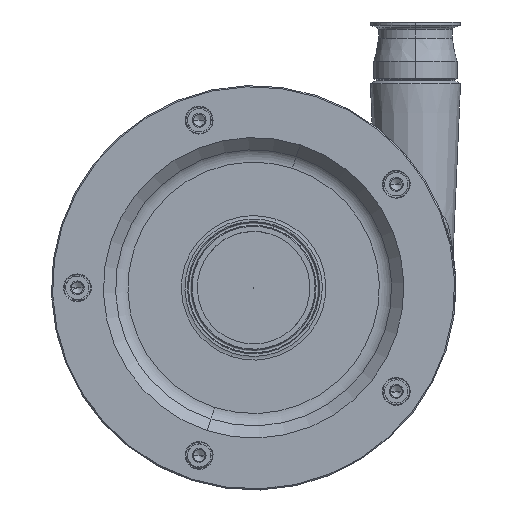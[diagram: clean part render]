
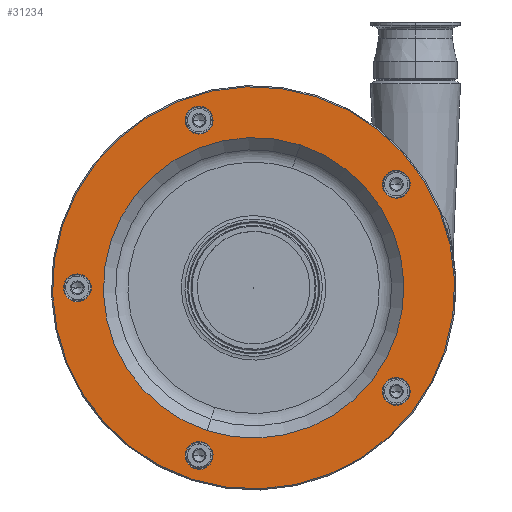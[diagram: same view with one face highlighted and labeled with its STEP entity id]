
A CAD part, top view. The second image highlights one B-rep face of the part: STEP entity #31234.
In plain terms, the highlighted planar face has unit normal (0, 0, 1).
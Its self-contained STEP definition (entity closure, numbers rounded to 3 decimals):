
#837 = DIRECTION ( 'NONE',  ( -0.309, -0.951, 0. ) ) ;
#1113 = DIRECTION ( 'NONE',  ( -0.809, -0.588, 0. ) ) ;
#1574 = ORIENTED_EDGE ( 'NONE', *, *, #6741, .F. ) ;
#1657 = CARTESIAN_POINT ( 'NONE',  ( 123.375, -89.637, 311.5 ) ) ;
#1776 = AXIS2_PLACEMENT_3D ( 'NONE', #32595, #17652, #25134 ) ;
#1805 = CIRCLE ( 'NONE', #15188, 12. ) ;
#1997 = EDGE_CURVE ( 'NONE', #14006, #33716, #27230, .T. ) ;
#2316 = AXIS2_PLACEMENT_3D ( 'NONE', #21200, #8301, #29198 ) ;
#2800 = VERTEX_POINT ( 'NONE', #25778 ) ;
#3294 = CARTESIAN_POINT ( 'NONE',  ( 0., 0., 311.5 ) ) ;
#3299 = DIRECTION ( 'NONE',  ( 0., 0., -1. ) ) ;
#3449 = ORIENTED_EDGE ( 'NONE', *, *, #27143, .F. ) ;
#3467 = CARTESIAN_POINT ( 'NONE',  ( -50.833, -156.449, 311.5 ) ) ;
#3532 = DIRECTION ( 'NONE',  ( 0., 0., 1. ) ) ;
#3683 = CIRCLE ( 'NONE', #29787, 12. ) ;
#3717 = CIRCLE ( 'NONE', #30387, 174. ) ;
#3855 = DIRECTION ( 'NONE',  ( 0., 0., 1. ) ) ;
#3976 = CARTESIAN_POINT ( 'NONE',  ( -152.5, 0., 311.5 ) ) ;
#4430 = AXIS2_PLACEMENT_3D ( 'NONE', #19066, #11055, #1113 ) ;
#4699 = CIRCLE ( 'NONE', #20822, 12. ) ;
#4906 = CIRCLE ( 'NONE', #22153, 12. ) ;
#4981 = FACE_BOUND ( 'NONE', #25998, .T. ) ;
#5022 = ORIENTED_EDGE ( 'NONE', *, *, #21456, .F. ) ;
#5315 = FACE_BOUND ( 'NONE', #15724, .T. ) ;
#5578 = ORIENTED_EDGE ( 'NONE', *, *, #9755, .F. ) ;
#5841 = CARTESIAN_POINT ( 'NONE',  ( 53.769, 165.484, 311.5 ) ) ;
#6031 = DIRECTION ( 'NONE',  ( 0., 0., 1. ) ) ;
#6502 = EDGE_CURVE ( 'NONE', #27751, #10155, #8014, .T. ) ;
#6597 = ORIENTED_EDGE ( 'NONE', *, *, #9517, .T. ) ;
#6633 = CARTESIAN_POINT ( 'NONE',  ( 113.667, -82.584, 311.5 ) ) ;
#6741 = EDGE_CURVE ( 'NONE', #22242, #10986, #4699, .T. ) ;
#6798 = DIRECTION ( 'NONE',  ( 0., 0., 1. ) ) ;
#6908 = CARTESIAN_POINT ( 'NONE',  ( 133.083, 96.691, 311.5 ) ) ;
#7586 = FACE_BOUND ( 'NONE', #11508, .T. ) ;
#8014 = CIRCLE ( 'NONE', #12469, 174. ) ;
#8131 = AXIS2_PLACEMENT_3D ( 'NONE', #33382, #11844, #20372 ) ;
#8301 = DIRECTION ( 'NONE',  ( 0., 0., 1. ) ) ;
#8494 = EDGE_LOOP ( 'NONE', ( #5022, #28416 ) ) ;
#8529 = CARTESIAN_POINT ( 'NONE',  ( -140.5, 0., 311.5 ) ) ;
#8918 = VERTEX_POINT ( 'NONE', #6633 ) ;
#8952 = CIRCLE ( 'NONE', #22854, 12. ) ;
#9081 = VERTEX_POINT ( 'NONE', #3467 ) ;
#9497 = EDGE_LOOP ( 'NONE', ( #27214, #30771 ) ) ;
#9517 = EDGE_CURVE ( 'NONE', #20821, #20876, #19250, .T. ) ;
#9539 = ORIENTED_EDGE ( 'NONE', *, *, #6502, .F. ) ;
#9755 = EDGE_CURVE ( 'NONE', #10155, #27751, #3717, .T. ) ;
#10020 = PLANE ( 'NONE',  #28228 ) ;
#10053 = CARTESIAN_POINT ( 'NONE',  ( -40.172, -123.637, 311.5 ) ) ;
#10155 = VERTEX_POINT ( 'NONE', #5841 ) ;
#10240 = ORIENTED_EDGE ( 'NONE', *, *, #18079, .F. ) ;
#10363 = FACE_OUTER_BOUND ( 'NONE', #29707, .T. ) ;
#10471 = VERTEX_POINT ( 'NONE', #15904 ) ;
#10784 = CARTESIAN_POINT ( 'NONE',  ( 113.667, 82.584, 311.5 ) ) ;
#10986 = VERTEX_POINT ( 'NONE', #31161 ) ;
#11055 = DIRECTION ( 'NONE',  ( 0., 0., 1. ) ) ;
#11077 = EDGE_CURVE ( 'NONE', #20876, #20821, #32098, .T. ) ;
#11508 = EDGE_LOOP ( 'NONE', ( #3449, #1574 ) ) ;
#11844 = DIRECTION ( 'NONE',  ( 0., 0., -1. ) ) ;
#11997 = CARTESIAN_POINT ( 'NONE',  ( 0., 0., 311.5 ) ) ;
#12469 = AXIS2_PLACEMENT_3D ( 'NONE', #29406, #3299, #19306 ) ;
#12948 = CIRCLE ( 'NONE', #32372, 12. ) ;
#13215 = CARTESIAN_POINT ( 'NONE',  ( -53.769, -165.484, 311.5 ) ) ;
#13928 = DIRECTION ( 'NONE',  ( 0., 0., -1. ) ) ;
#14006 = VERTEX_POINT ( 'NONE', #6908 ) ;
#14468 = DIRECTION ( 'NONE',  ( 1., 0., 0. ) ) ;
#14994 = VERTEX_POINT ( 'NONE', #8529 ) ;
#15188 = AXIS2_PLACEMENT_3D ( 'NONE', #31317, #6798, #17428 ) ;
#15415 = EDGE_LOOP ( 'NONE', ( #26636, #6597 ) ) ;
#15724 = EDGE_LOOP ( 'NONE', ( #33723, #22353 ) ) ;
#15904 = CARTESIAN_POINT ( 'NONE',  ( -164.5, 0., 311.5 ) ) ;
#15970 = EDGE_CURVE ( 'NONE', #10471, #14994, #8952, .T. ) ;
#16672 = EDGE_CURVE ( 'NONE', #9081, #27301, #17329, .T. ) ;
#16752 = DIRECTION ( 'NONE',  ( 0.309, 0.951, 0. ) ) ;
#16773 = CARTESIAN_POINT ( 'NONE',  ( -47.125, 145.036, 311.5 ) ) ;
#17047 = CARTESIAN_POINT ( 'NONE',  ( -47.125, 145.036, 311.5 ) ) ;
#17209 = ORIENTED_EDGE ( 'NONE', *, *, #16672, .F. ) ;
#17329 = CIRCLE ( 'NONE', #2316, 12. ) ;
#17404 = EDGE_CURVE ( 'NONE', #8918, #2800, #1805, .T. ) ;
#17428 = DIRECTION ( 'NONE',  ( -0.809, 0.588, 0. ) ) ;
#17652 = DIRECTION ( 'NONE',  ( 0., 0., 1. ) ) ;
#18079 = EDGE_CURVE ( 'NONE', #27301, #9081, #12948, .T. ) ;
#18827 = EDGE_CURVE ( 'NONE', #2800, #8918, #25499, .T. ) ;
#19066 = CARTESIAN_POINT ( 'NONE',  ( 123.375, 89.637, 311.5 ) ) ;
#19250 = CIRCLE ( 'NONE', #8131, 130. ) ;
#19306 = DIRECTION ( 'NONE',  ( -0.309, -0.951, 0. ) ) ;
#20109 = DIRECTION ( 'NONE',  ( 0., 0., 1. ) ) ;
#20372 = DIRECTION ( 'NONE',  ( -0.309, -0.951, 0. ) ) ;
#20821 = VERTEX_POINT ( 'NONE', #10053 ) ;
#20822 = AXIS2_PLACEMENT_3D ( 'NONE', #17047, #25556, #30085 ) ;
#20834 = DIRECTION ( 'NONE',  ( 0., 0., -1. ) ) ;
#20876 = VERTEX_POINT ( 'NONE', #24499 ) ;
#21200 = CARTESIAN_POINT ( 'NONE',  ( -47.125, -145.036, 311.5 ) ) ;
#21456 = EDGE_CURVE ( 'NONE', #14994, #10471, #24564, .T. ) ;
#22153 = AXIS2_PLACEMENT_3D ( 'NONE', #25010, #6031, #27788 ) ;
#22242 = VERTEX_POINT ( 'NONE', #22477 ) ;
#22267 = DIRECTION ( 'NONE',  ( -0.309, -0.951, 0. ) ) ;
#22353 = ORIENTED_EDGE ( 'NONE', *, *, #18827, .F. ) ;
#22477 = CARTESIAN_POINT ( 'NONE',  ( -50.833, 156.449, 311.5 ) ) ;
#22854 = AXIS2_PLACEMENT_3D ( 'NONE', #3976, #33532, #14468 ) ;
#23263 = FACE_BOUND ( 'NONE', #8494, .T. ) ;
#23430 = FACE_BOUND ( 'NONE', #15415, .T. ) ;
#23598 = CARTESIAN_POINT ( 'NONE',  ( -165.484, 53.769, 311.5 ) ) ;
#24499 = CARTESIAN_POINT ( 'NONE',  ( 40.172, 123.637, 311.5 ) ) ;
#24564 = CIRCLE ( 'NONE', #1776, 12. ) ;
#25010 = CARTESIAN_POINT ( 'NONE',  ( 123.375, 89.637, 311.5 ) ) ;
#25134 = DIRECTION ( 'NONE',  ( 1., 0., 0. ) ) ;
#25462 = AXIS2_PLACEMENT_3D ( 'NONE', #11997, #27322, #22267 ) ;
#25499 = CIRCLE ( 'NONE', #33240, 12. ) ;
#25556 = DIRECTION ( 'NONE',  ( 0., 0., 1. ) ) ;
#25778 = CARTESIAN_POINT ( 'NONE',  ( 133.083, -96.691, 311.5 ) ) ;
#25957 = CARTESIAN_POINT ( 'NONE',  ( -43.417, -133.623, 311.5 ) ) ;
#25998 = EDGE_LOOP ( 'NONE', ( #10240, #17209 ) ) ;
#26381 = FACE_BOUND ( 'NONE', #9497, .T. ) ;
#26636 = ORIENTED_EDGE ( 'NONE', *, *, #11077, .T. ) ;
#27143 = EDGE_CURVE ( 'NONE', #10986, #22242, #3683, .T. ) ;
#27214 = ORIENTED_EDGE ( 'NONE', *, *, #34137, .F. ) ;
#27230 = CIRCLE ( 'NONE', #4430, 12. ) ;
#27301 = VERTEX_POINT ( 'NONE', #25957 ) ;
#27322 = DIRECTION ( 'NONE',  ( 0., 0., -1. ) ) ;
#27702 = CARTESIAN_POINT ( 'NONE',  ( -47.125, -145.036, 311.5 ) ) ;
#27751 = VERTEX_POINT ( 'NONE', #13215 ) ;
#27788 = DIRECTION ( 'NONE',  ( -0.809, -0.588, 0. ) ) ;
#28228 = AXIS2_PLACEMENT_3D ( 'NONE', #23598, #20834, #31431 ) ;
#28416 = ORIENTED_EDGE ( 'NONE', *, *, #15970, .F. ) ;
#29198 = DIRECTION ( 'NONE',  ( 0.309, 0.951, 0. ) ) ;
#29406 = CARTESIAN_POINT ( 'NONE',  ( 0., 0., 311.5 ) ) ;
#29707 = EDGE_LOOP ( 'NONE', ( #9539, #5578 ) ) ;
#29787 = AXIS2_PLACEMENT_3D ( 'NONE', #16773, #3532, #30494 ) ;
#30085 = DIRECTION ( 'NONE',  ( 0.309, -0.951, 0. ) ) ;
#30387 = AXIS2_PLACEMENT_3D ( 'NONE', #3294, #13928, #837 ) ;
#30494 = DIRECTION ( 'NONE',  ( 0.309, -0.951, 0. ) ) ;
#30542 = DIRECTION ( 'NONE',  ( -0.809, 0.588, 0. ) ) ;
#30771 = ORIENTED_EDGE ( 'NONE', *, *, #1997, .F. ) ;
#31161 = CARTESIAN_POINT ( 'NONE',  ( -43.417, 133.623, 311.5 ) ) ;
#31234 = ADVANCED_FACE ( 'NONE', ( #5315, #26381, #7586, #23263, #4981, #10363, #23430 ), #10020, .F. ) ;
#31317 = CARTESIAN_POINT ( 'NONE',  ( 123.375, -89.637, 311.5 ) ) ;
#31431 = DIRECTION ( 'NONE',  ( -0.309, -0.951, 0. ) ) ;
#32098 = CIRCLE ( 'NONE', #25462, 130. ) ;
#32372 = AXIS2_PLACEMENT_3D ( 'NONE', #27702, #3855, #16752 ) ;
#32595 = CARTESIAN_POINT ( 'NONE',  ( -152.5, 0., 311.5 ) ) ;
#33240 = AXIS2_PLACEMENT_3D ( 'NONE', #1657, #20109, #30542 ) ;
#33382 = CARTESIAN_POINT ( 'NONE',  ( 0., 0., 311.5 ) ) ;
#33532 = DIRECTION ( 'NONE',  ( 0., 0., 1. ) ) ;
#33716 = VERTEX_POINT ( 'NONE', #10784 ) ;
#33723 = ORIENTED_EDGE ( 'NONE', *, *, #17404, .F. ) ;
#34137 = EDGE_CURVE ( 'NONE', #33716, #14006, #4906, .T. ) ;
